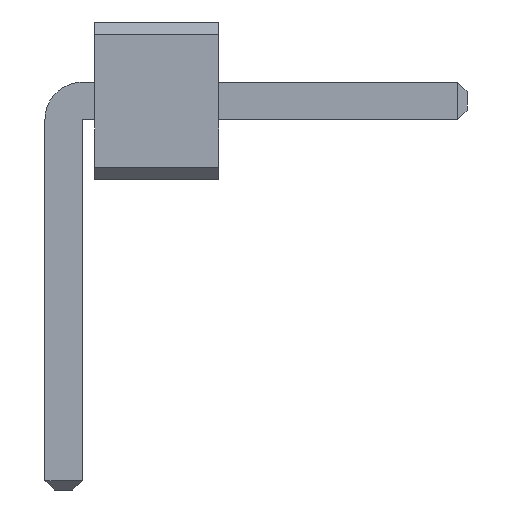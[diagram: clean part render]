
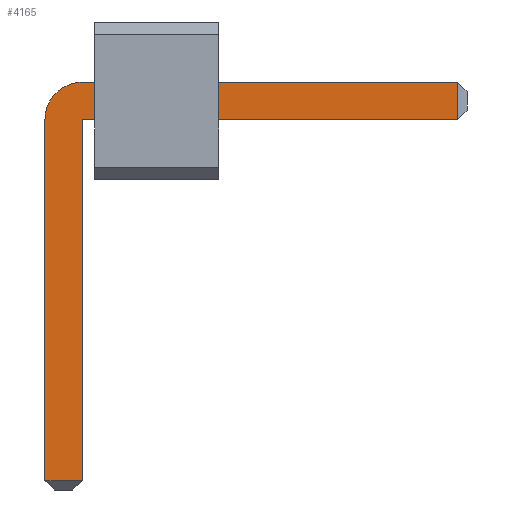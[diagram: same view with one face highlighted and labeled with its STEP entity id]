
A CAD part, front view. The second image highlights one B-rep face of the part: STEP entity #4165.
In plain terms, the highlighted planar face has unit normal (0, -1, 0).
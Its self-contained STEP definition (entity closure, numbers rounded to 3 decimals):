
#13=DIRECTION('',(0.,0.,1.));
#1879=VECTOR('',#13,1.);
#3936=DIRECTION('',(0.,0.,-1.));
#3968=VECTOR('',#3969,1.);
#3969=DIRECTION('',(1.,0.,0.));
#3975=VECTOR('',#3936,1.);
#3982=VECTOR('',#3983,1.);
#3983=DIRECTION('',(-1.,0.,0.));
#4004=DIRECTION('',(-0.,1.,0.));
#4008=DIRECTION('',(0.,1.,0.));
#4009=DIRECTION('',(0.,0.,1.));
#4016=VERTEX_POINT('',#4017);
#4017=CARTESIAN_POINT('',(0.15,-31.15,0.785));
#4019=ORIENTED_EDGE('',*,*,#4020,.T.);
#4020=EDGE_CURVE('',#4016,#4021,#4023,.T.);
#4021=VERTEX_POINT('',#4022);
#4022=CARTESIAN_POINT('',(3.175,-31.15,0.785));
#4023=LINE('',#4024,#3968);
#4024=CARTESIAN_POINT('',(-0.15,-31.15,0.785));
#4061=EDGE_CURVE('',#4062,#4016,#4064,.T.);
#4062=VERTEX_POINT('',#4063);
#4063=CARTESIAN_POINT('',(-0.15,-31.15,0.485));
#4064=CIRCLE('',#4065,0.3);
#4065=AXIS2_PLACEMENT_3D('',#4066,#4004,#3936);
#4066=CARTESIAN_POINT('',(0.15,-31.15,0.485));
#4078=VERTEX_POINT('',#4079);
#4079=CARTESIAN_POINT('',(3.175,-31.15,0.485));
#4081=ORIENTED_EDGE('',*,*,#4082,.T.);
#4082=EDGE_CURVE('',#4078,#4083,#4084,.T.);
#4083=VERTEX_POINT('',#4066);
#4084=LINE('',#4085,#3982);
#4085=CARTESIAN_POINT('',(3.25,-31.15,0.485));
#4097=VERTEX_POINT('',#4098);
#4098=CARTESIAN_POINT('',(-0.15,-31.15,-2.425));
#4100=ORIENTED_EDGE('',*,*,#4101,.T.);
#4101=EDGE_CURVE('',#4097,#4062,#4102,.T.);
#4102=LINE('',#4103,#1879);
#4103=CARTESIAN_POINT('',(-0.15,-31.15,-2.5));
#4111=ORIENTED_EDGE('',*,*,#4112,.T.);
#4112=EDGE_CURVE('',#4083,#4113,#4115,.T.);
#4113=VERTEX_POINT('',#4114);
#4114=CARTESIAN_POINT('',(0.15,-31.15,-2.425));
#4115=LINE('',#4066,#3975);
#4165=ADVANCED_FACE('',(#4166),#4175,.F.);
#4166=FACE_BOUND('',#4167,.F.);
#4167=EDGE_LOOP('',(#4019,#4168,#4081,#4111,#4171,#4100,#4174));
#4168=ORIENTED_EDGE('',*,*,#4169,.T.);
#4169=EDGE_CURVE('',#4021,#4078,#4170,.T.);
#4170=LINE('',#4022,#3975);
#4171=ORIENTED_EDGE('',*,*,#4172,.T.);
#4172=EDGE_CURVE('',#4113,#4097,#4173,.T.);
#4173=LINE('',#4114,#3982);
#4174=ORIENTED_EDGE('',*,*,#4061,.T.);
#4175=PLANE('',#4176);
#4176=AXIS2_PLACEMENT_3D('',#4177,#4008,#4009);
#4177=CARTESIAN_POINT('',(0.858,-31.15,-0.165));
